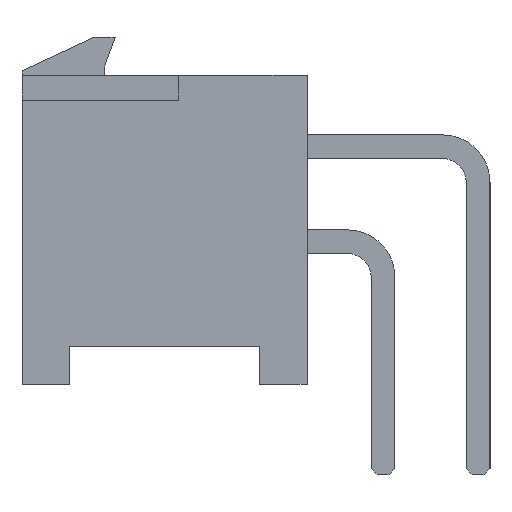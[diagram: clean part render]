
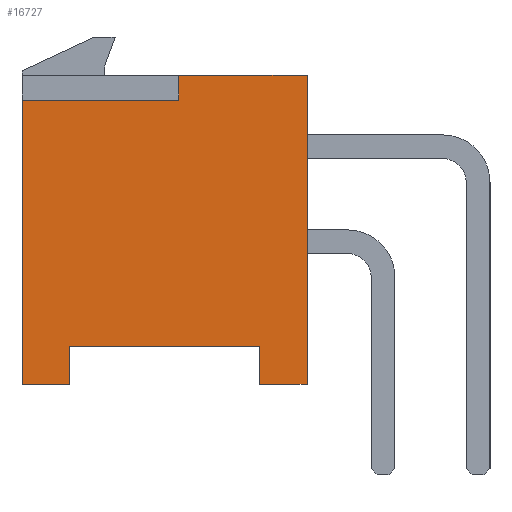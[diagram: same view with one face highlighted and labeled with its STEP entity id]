
A CAD part, left-side view. The second image highlights one B-rep face of the part: STEP entity #16727.
In plain terms, the highlighted planar face has unit normal (-1, 0, 0).
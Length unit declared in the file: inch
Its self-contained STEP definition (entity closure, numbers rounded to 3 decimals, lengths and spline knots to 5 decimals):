
#237=ORIENTED_EDGE('',*,*,#5253,.F.);
#238=ORIENTED_EDGE('',*,*,#5254,.T.);
#239=ORIENTED_EDGE('',*,*,#5255,.F.);
#240=ORIENTED_EDGE('',*,*,#5246,.T.);
#241=ORIENTED_EDGE('',*,*,#5256,.F.);
#242=ORIENTED_EDGE('',*,*,#5257,.T.);
#243=ORIENTED_EDGE('',*,*,#5258,.T.);
#244=ORIENTED_EDGE('',*,*,#5252,.T.);
#245=ORIENTED_EDGE('',*,*,#5259,.T.);
#246=ORIENTED_EDGE('',*,*,#5260,.F.);
#5246=EDGE_CURVE('',#7755,#7754,#9426,.T.);
#5252=EDGE_CURVE('',#7757,#7760,#9432,.T.);
#5253=EDGE_CURVE('',#7761,#7762,#9433,.T.);
#5254=EDGE_CURVE('',#7761,#7763,#9434,.T.);
#5255=EDGE_CURVE('',#7755,#7763,#9435,.T.);
#5256=EDGE_CURVE('',#7764,#7754,#9436,.T.);
#5257=EDGE_CURVE('',#7764,#7765,#9437,.T.);
#5258=EDGE_CURVE('',#7765,#7757,#9438,.T.);
#5259=EDGE_CURVE('',#7760,#7766,#9439,.T.);
#5260=EDGE_CURVE('',#7762,#7766,#9440,.T.);
#7754=VERTEX_POINT('',#22966);
#7755=VERTEX_POINT('',#22968);
#7757=VERTEX_POINT('',#22974);
#7760=VERTEX_POINT('',#22979);
#7761=VERTEX_POINT('',#22983);
#7762=VERTEX_POINT('',#22984);
#7763=VERTEX_POINT('',#22986);
#7764=VERTEX_POINT('',#22989);
#7765=VERTEX_POINT('',#22991);
#7766=VERTEX_POINT('',#22994);
#9426=LINE('',#22967,#11806);
#9432=LINE('',#22980,#11812);
#9433=LINE('',#22982,#11813);
#9434=LINE('',#22985,#11814);
#9435=LINE('',#22987,#11815);
#9436=LINE('',#22988,#11816);
#9437=LINE('',#22990,#11817);
#9438=LINE('',#22992,#11818);
#9439=LINE('',#22993,#11819);
#9440=LINE('',#22995,#11820);
#11806=VECTOR('',#18611,39.37008);
#11812=VECTOR('',#18619,39.37008);
#11813=VECTOR('',#18622,39.37008);
#11814=VECTOR('',#18623,39.37008);
#11815=VECTOR('',#18624,39.37008);
#11816=VECTOR('',#18625,39.37008);
#11817=VECTOR('',#18626,39.37008);
#11818=VECTOR('',#18627,39.37008);
#11819=VECTOR('',#18628,39.37008);
#11820=VECTOR('',#18629,39.37008);
#14187=EDGE_LOOP('',(#237,#238,#239,#240,#241,#242,#243,#244,#245,#246));
#15061=FACE_BOUND('',#14187,.T.);
#15935=PLANE('',#17621);
#16727=ADVANCED_FACE('',(#15061),#15935,.F.);
#17621=AXIS2_PLACEMENT_3D('',#22981,#18620,#18621);
#18611=DIRECTION('',(0.,-1.,0.));
#18619=DIRECTION('',(0.,-1.,0.));
#18620=DIRECTION('',(1.,0.,0.));
#18621=DIRECTION('',(0.,0.,-1.));
#18622=DIRECTION('',(0.,0.,1.));
#18623=DIRECTION('',(0.,1.,0.));
#18624=DIRECTION('',(0.,0.,1.));
#18625=DIRECTION('',(0.,0.,-1.));
#18626=DIRECTION('',(0.,-1.,0.));
#18627=DIRECTION('',(0.,0.,-1.));
#18628=DIRECTION('',(0.,0.,1.));
#18629=DIRECTION('',(0.,-1.,0.));
#22966=CARTESIAN_POINT('',(-0.88,0.25,-0.1625));
#22967=CARTESIAN_POINT('',(-0.88,0.3,-0.1625));
#22968=CARTESIAN_POINT('',(-0.88,0.3,-0.1625));
#22974=CARTESIAN_POINT('',(-0.88,0.05,-0.1625));
#22979=CARTESIAN_POINT('',(-0.88,0.,-0.1625));
#22980=CARTESIAN_POINT('',(-0.88,0.3,-0.1625));
#22981=CARTESIAN_POINT('',(-0.88,0.3,-0.1625));
#22982=CARTESIAN_POINT('',(-0.88,0.135,0.1365));
#22983=CARTESIAN_POINT('',(-0.88,0.135,0.1365));
#22984=CARTESIAN_POINT('',(-0.88,0.135,0.1625));
#22985=CARTESIAN_POINT('',(-0.88,0.135,0.1365));
#22986=CARTESIAN_POINT('',(-0.88,0.3,0.1365));
#22987=CARTESIAN_POINT('',(-0.88,0.3,-0.1625));
#22988=CARTESIAN_POINT('',(-0.88,0.25,-0.1225));
#22989=CARTESIAN_POINT('',(-0.88,0.25,-0.1225));
#22990=CARTESIAN_POINT('',(-0.88,0.25,-0.1225));
#22991=CARTESIAN_POINT('',(-0.88,0.05,-0.1225));
#22992=CARTESIAN_POINT('',(-0.88,0.05,-0.1225));
#22993=CARTESIAN_POINT('',(-0.88,0.,-0.1625));
#22994=CARTESIAN_POINT('',(-0.88,0.,0.1625));
#22995=CARTESIAN_POINT('',(-0.88,0.3,0.1625));
